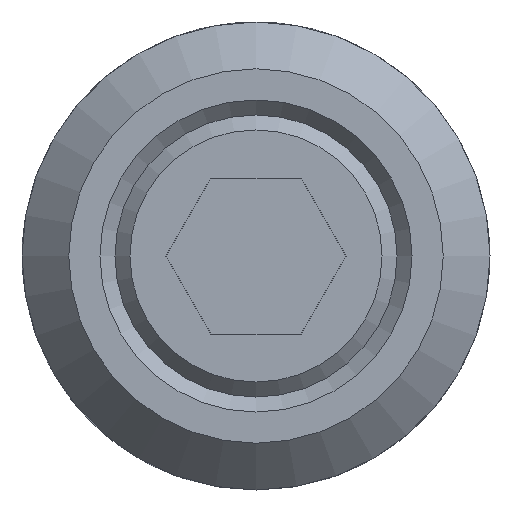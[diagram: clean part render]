
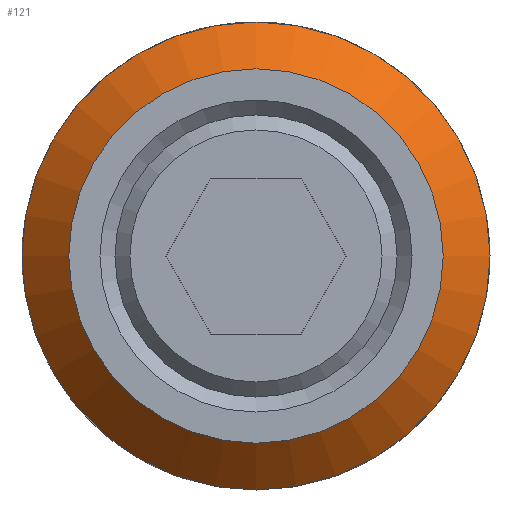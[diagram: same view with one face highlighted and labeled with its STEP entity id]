
A CAD part, left-side view. The second image highlights one B-rep face of the part: STEP entity #121.
In plain terms, the highlighted conical face has half-angle 45 degrees and reference radius 6 mm.
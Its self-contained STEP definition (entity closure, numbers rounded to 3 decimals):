
#121 = ADVANCED_FACE( '', ( #249, #250 ), #251, .T. );
#249 = FACE_BOUND( '', #370, .T. );
#250 = FACE_OUTER_BOUND( '', #371, .T. );
#251 = CONICAL_SURFACE( '', #372, 6., 0.785 );
#370 = EDGE_LOOP( '', ( #625 ) );
#371 = EDGE_LOOP( '', ( #626 ) );
#372 = AXIS2_PLACEMENT_3D( '', #627, #628, #629 );
#625 = ORIENTED_EDGE( '', *, *, #697, .T. );
#626 = ORIENTED_EDGE( '', *, *, #652, .F. );
#627 = CARTESIAN_POINT( '', ( 21.2, 0., 0. ) );
#628 = DIRECTION( '', ( 1., 0., 0. ) );
#629 = DIRECTION( '', ( 0., 0., -1. ) );
#652 = EDGE_CURVE( '', #762, #762, #763, .T. );
#697 = EDGE_CURVE( '', #830, #830, #831, .T. );
#762 = VERTEX_POINT( '', #915 );
#763 = CIRCLE( '', #916, 6. );
#830 = VERTEX_POINT( '', #1003 );
#831 = CIRCLE( '', #1004, 4.8 );
#915 = CARTESIAN_POINT( '', ( 21.2, 0., -6. ) );
#916 = AXIS2_PLACEMENT_3D( '', #1075, #1076, #1077 );
#1003 = CARTESIAN_POINT( '', ( 20., 0., -4.8 ) );
#1004 = AXIS2_PLACEMENT_3D( '', #1134, #1135, #1136 );
#1075 = CARTESIAN_POINT( '', ( 21.2, 0., 0. ) );
#1076 = DIRECTION( '', ( 1., 0., 0. ) );
#1077 = DIRECTION( '', ( 0., 0., -1. ) );
#1134 = CARTESIAN_POINT( '', ( 20., 0., 0. ) );
#1135 = DIRECTION( '', ( 1., 0., 0. ) );
#1136 = DIRECTION( '', ( 0., 0., -1. ) );
